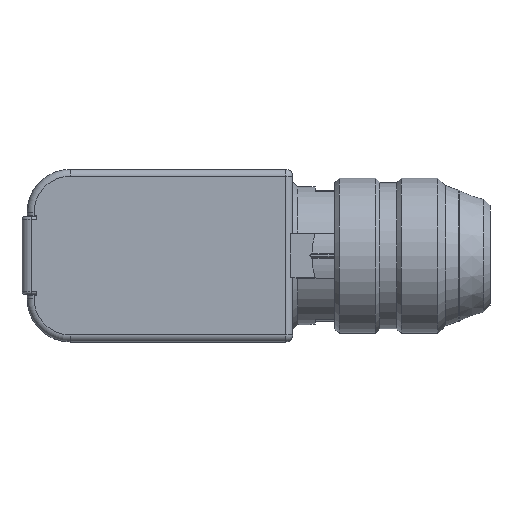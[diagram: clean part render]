
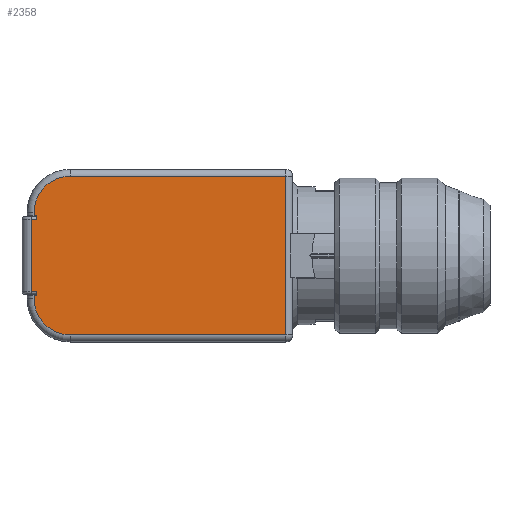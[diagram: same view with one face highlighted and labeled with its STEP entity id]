
A CAD part, top view. The second image highlights one B-rep face of the part: STEP entity #2358.
In plain terms, the highlighted planar face has unit normal (0, 0, 1).
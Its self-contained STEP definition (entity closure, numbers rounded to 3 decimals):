
#1559=CIRCLE('',#15758,4.2);
#1560=CIRCLE('',#15759,4.2);
#2358=ADVANCED_FACE('',(#3683),#3137,.T.);
#3137=PLANE('',#15760);
#3683=FACE_OUTER_BOUND('',#4619,.T.);
#4619=EDGE_LOOP('',(#7011,#7012,#7013,#7014,#7015,#7016,#7017,#7018,#7019,
#7020,#7021,#7022,#7023,#7024));
#7011=ORIENTED_EDGE('',*,*,#12040,.T.);
#7012=ORIENTED_EDGE('',*,*,#12041,.T.);
#7013=ORIENTED_EDGE('',*,*,#12042,.F.);
#7014=ORIENTED_EDGE('',*,*,#12043,.F.);
#7015=ORIENTED_EDGE('',*,*,#12044,.T.);
#7016=ORIENTED_EDGE('',*,*,#12045,.T.);
#7017=ORIENTED_EDGE('',*,*,#12046,.T.);
#7018=ORIENTED_EDGE('',*,*,#12047,.F.);
#7019=ORIENTED_EDGE('',*,*,#12048,.T.);
#7020=ORIENTED_EDGE('',*,*,#12049,.T.);
#7021=ORIENTED_EDGE('',*,*,#12050,.T.);
#7022=ORIENTED_EDGE('',*,*,#12051,.T.);
#7023=ORIENTED_EDGE('',*,*,#12052,.F.);
#7024=ORIENTED_EDGE('',*,*,#12053,.T.);
#10383=VERTEX_POINT('',#24876);
#10386=VERTEX_POINT('',#24883);
#10387=VERTEX_POINT('',#24884);
#10388=VERTEX_POINT('',#24886);
#10389=VERTEX_POINT('',#24888);
#10390=VERTEX_POINT('',#24890);
#10391=VERTEX_POINT('',#24892);
#10392=VERTEX_POINT('',#24894);
#10393=VERTEX_POINT('',#24897);
#10394=VERTEX_POINT('',#24899);
#10395=VERTEX_POINT('',#24901);
#10396=VERTEX_POINT('',#24903);
#10397=VERTEX_POINT('',#24905);
#10398=VERTEX_POINT('',#24907);
#12040=EDGE_CURVE('',#10386,#10387,#13844,.T.);
#12041=EDGE_CURVE('',#10387,#10388,#13845,.T.);
#12042=EDGE_CURVE('',#10389,#10388,#13846,.T.);
#12043=EDGE_CURVE('',#10390,#10389,#13847,.T.);
#12044=EDGE_CURVE('',#10390,#10391,#13848,.T.);
#12045=EDGE_CURVE('',#10391,#10392,#1559,.T.);
#12046=EDGE_CURVE('',#10392,#10383,#13849,.T.);
#12047=EDGE_CURVE('',#10393,#10383,#13850,.T.);
#12048=EDGE_CURVE('',#10393,#10394,#13851,.T.);
#12049=EDGE_CURVE('',#10394,#10395,#1560,.T.);
#12050=EDGE_CURVE('',#10395,#10396,#13852,.T.);
#12051=EDGE_CURVE('',#10396,#10397,#13853,.T.);
#12052=EDGE_CURVE('',#10398,#10397,#13854,.T.);
#12053=EDGE_CURVE('',#10398,#10386,#13855,.T.);
#13844=LINE('',#24882,#14762);
#13845=LINE('',#24885,#14763);
#13846=LINE('',#24887,#14764);
#13847=LINE('',#24889,#14765);
#13848=LINE('',#24891,#14766);
#13849=LINE('',#24895,#14767);
#13850=LINE('',#24896,#14768);
#13851=LINE('',#24898,#14769);
#13852=LINE('',#24902,#14770);
#13853=LINE('',#24904,#14771);
#13854=LINE('',#24906,#14772);
#13855=LINE('',#24908,#14773);
#14762=VECTOR('',#18405,1.);
#14763=VECTOR('',#18406,1.);
#14764=VECTOR('',#18407,1.);
#14765=VECTOR('',#18408,1.);
#14766=VECTOR('',#18409,1.);
#14767=VECTOR('',#18412,1.);
#14768=VECTOR('',#18413,1.);
#14769=VECTOR('',#18414,1.);
#14770=VECTOR('',#18417,1.);
#14771=VECTOR('',#18418,1.);
#14772=VECTOR('',#18419,1.);
#14773=VECTOR('',#18420,1.);
#15758=AXIS2_PLACEMENT_3D('',#24893,#18410,#18411);
#15759=AXIS2_PLACEMENT_3D('',#24900,#18415,#18416);
#15760=AXIS2_PLACEMENT_3D('',#24909,#18421,#18422);
#18405=DIRECTION('',(0.,-1.,0.));
#18406=DIRECTION('',(1.,0.,0.));
#18407=DIRECTION('',(0.,1.,0.));
#18408=DIRECTION('',(1.,0.,0.));
#18409=DIRECTION('',(0.,-1.,0.));
#18410=DIRECTION('',(0.,0.,1.));
#18411=DIRECTION('',(-1.,0.,0.));
#18412=DIRECTION('',(1.,0.,0.));
#18413=DIRECTION('',(0.,-1.,0.));
#18414=DIRECTION('',(-1.,0.,0.));
#18415=DIRECTION('',(0.,0.,1.));
#18416=DIRECTION('',(-1.,0.,0.));
#18417=DIRECTION('',(0.,-1.,0.));
#18418=DIRECTION('',(1.,0.,0.));
#18419=DIRECTION('',(0.,1.,0.));
#18420=DIRECTION('',(-1.,0.,0.));
#18421=DIRECTION('',(0.,0.,1.));
#18422=DIRECTION('',(-1.,0.,0.));
#24876=CARTESIAN_POINT('',(-0.8,-9.2,10.7));
#24882=CARTESIAN_POINT('',(-30.3,-4.5,10.7));
#24883=CARTESIAN_POINT('',(-30.3,4.2,10.7));
#24884=CARTESIAN_POINT('',(-30.3,-4.2,10.7));
#24885=CARTESIAN_POINT('',(-29.7,-4.2,10.7));
#24886=CARTESIAN_POINT('',(-29.7,-4.2,10.7));
#24887=CARTESIAN_POINT('',(-29.7,-4.6,10.7));
#24888=CARTESIAN_POINT('',(-29.7,-4.6,10.7));
#24889=CARTESIAN_POINT('',(-29.7,-4.6,10.7));
#24890=CARTESIAN_POINT('',(-30.,-4.6,10.7));
#24891=CARTESIAN_POINT('',(-30.,-5.,10.7));
#24892=CARTESIAN_POINT('',(-30.,-5.,10.7));
#24893=CARTESIAN_POINT('',(-25.8,-5.,10.7));
#24894=CARTESIAN_POINT('',(-25.8,-9.2,10.7));
#24895=CARTESIAN_POINT('',(-10.4,-9.2,10.7));
#24896=CARTESIAN_POINT('',(-0.8,2.55,10.7));
#24897=CARTESIAN_POINT('',(-0.8,9.2,10.7));
#24898=CARTESIAN_POINT('',(-10.4,9.2,10.7));
#24899=CARTESIAN_POINT('',(-25.8,9.2,10.7));
#24900=CARTESIAN_POINT('',(-25.8,5.,10.7));
#24901=CARTESIAN_POINT('',(-30.,5.,10.7));
#24902=CARTESIAN_POINT('',(-30.,-5.,10.7));
#24903=CARTESIAN_POINT('',(-30.,4.6,10.7));
#24904=CARTESIAN_POINT('',(-29.7,4.6,10.7));
#24905=CARTESIAN_POINT('',(-29.7,4.6,10.7));
#24906=CARTESIAN_POINT('',(-29.7,-4.6,10.7));
#24907=CARTESIAN_POINT('',(-29.7,4.2,10.7));
#24908=CARTESIAN_POINT('',(-29.7,4.2,10.7));
#24909=CARTESIAN_POINT('',(-29.7,-4.5,10.7));
